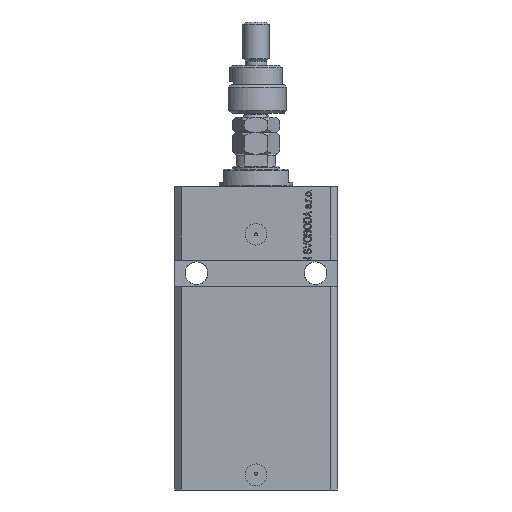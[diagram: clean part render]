
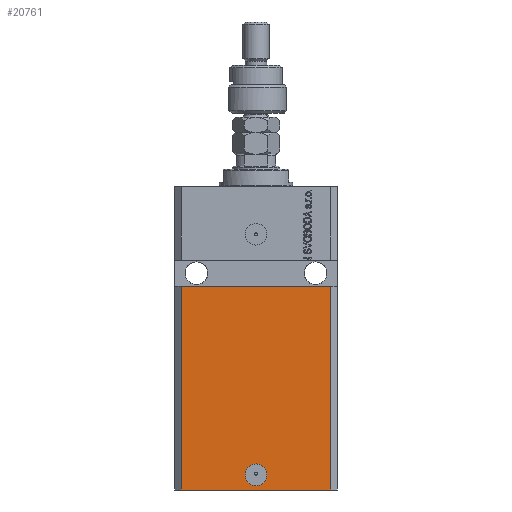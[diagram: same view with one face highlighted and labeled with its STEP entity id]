
A CAD part, front view. The second image highlights one B-rep face of the part: STEP entity #20761.
In plain terms, the highlighted planar face has unit normal (0, -1, 0).
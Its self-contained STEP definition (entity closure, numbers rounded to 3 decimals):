
#263 = FACE_BOUND ( 'NONE', #30208, .T. ) ;
#451 = CIRCLE ( 'NONE', #26403, 5. ) ;
#3841 = CARTESIAN_POINT ( 'NONE',  ( 34.5, -27.5, -140. ) ) ;
#7108 = CARTESIAN_POINT ( 'NONE',  ( -34.5, -27.5, -140. ) ) ;
#7609 = LINE ( 'NONE', #7108, #42247 ) ;
#7689 = AXIS2_PLACEMENT_3D ( 'NONE', #34771, #46440, #42136 ) ;
#9337 = EDGE_CURVE ( 'NONE', #26688, #20135, #451, .T. ) ;
#9537 = ORIENTED_EDGE ( 'NONE', *, *, #35663, .F. ) ;
#9671 = DIRECTION ( 'NONE',  ( 0., 0., 1. ) ) ;
#10856 = CARTESIAN_POINT ( 'NONE',  ( -34.5, -27.5, -140. ) ) ;
#11041 = DIRECTION ( 'NONE',  ( 0., -1., 0. ) ) ;
#11298 = ORIENTED_EDGE ( 'NONE', *, *, #41416, .F. ) ;
#12930 = AXIS2_PLACEMENT_3D ( 'NONE', #24403, #37077, #39877 ) ;
#13259 = VERTEX_POINT ( 'NONE', #38677 ) ;
#13645 = EDGE_CURVE ( 'NONE', #38002, #13259, #48726, .T. ) ;
#14583 = VERTEX_POINT ( 'NONE', #47713 ) ;
#15933 = EDGE_CURVE ( 'NONE', #39444, #38002, #33420, .T. ) ;
#19035 = DIRECTION ( 'NONE',  ( 0., 0., 1. ) ) ;
#20135 = VERTEX_POINT ( 'NONE', #20304 ) ;
#20304 = CARTESIAN_POINT ( 'NONE',  ( -5., -27.5, -133. ) ) ;
#20761 = ADVANCED_FACE ( 'NONE', ( #263, #42379 ), #27409, .T. ) ;
#21404 = CARTESIAN_POINT ( 'NONE',  ( -37.5, -27.5, -46. ) ) ;
#22162 = VECTOR ( 'NONE', #48910, 1000. ) ;
#24403 = CARTESIAN_POINT ( 'NONE',  ( 0., -27.5, -133. ) ) ;
#24468 = VECTOR ( 'NONE', #9671, 1000. ) ;
#26403 = AXIS2_PLACEMENT_3D ( 'NONE', #41470, #11041, #45789 ) ;
#26688 = VERTEX_POINT ( 'NONE', #40341 ) ;
#27409 = PLANE ( 'NONE',  #7689 ) ;
#29940 = CIRCLE ( 'NONE', #12930, 5. ) ;
#29975 = ORIENTED_EDGE ( 'NONE', *, *, #13645, .T. ) ;
#30208 = EDGE_LOOP ( 'NONE', ( #30892, #9537 ) ) ;
#30892 = ORIENTED_EDGE ( 'NONE', *, *, #9337, .F. ) ;
#33420 = LINE ( 'NONE', #10856, #22162 ) ;
#34054 = LINE ( 'NONE', #21404, #45562 ) ;
#34771 = CARTESIAN_POINT ( 'NONE',  ( -34.5, -27.5, -140. ) ) ;
#35663 = EDGE_CURVE ( 'NONE', #20135, #26688, #29940, .T. ) ;
#36871 = DIRECTION ( 'NONE',  ( 1., 0., 0. ) ) ;
#37077 = DIRECTION ( 'NONE',  ( 0., -1., 0. ) ) ;
#37244 = EDGE_LOOP ( 'NONE', ( #37354, #11298, #50031, #29975 ) ) ;
#37354 = ORIENTED_EDGE ( 'NONE', *, *, #47375, .F. ) ;
#38002 = VERTEX_POINT ( 'NONE', #3841 ) ;
#38677 = CARTESIAN_POINT ( 'NONE',  ( 34.5, -27.5, -46. ) ) ;
#39444 = VERTEX_POINT ( 'NONE', #45325 ) ;
#39877 = DIRECTION ( 'NONE',  ( 1., 0., 0. ) ) ;
#40341 = CARTESIAN_POINT ( 'NONE',  ( 5., -27.5, -133. ) ) ;
#41416 = EDGE_CURVE ( 'NONE', #39444, #14583, #7609, .T. ) ;
#41470 = CARTESIAN_POINT ( 'NONE',  ( 0., -27.5, -133. ) ) ;
#42136 = DIRECTION ( 'NONE',  ( 0., 0., -1. ) ) ;
#42247 = VECTOR ( 'NONE', #19035, 1000. ) ;
#42379 = FACE_OUTER_BOUND ( 'NONE', #37244, .T. ) ;
#44418 = CARTESIAN_POINT ( 'NONE',  ( 34.5, -27.5, -140. ) ) ;
#45325 = CARTESIAN_POINT ( 'NONE',  ( -34.5, -27.5, -140. ) ) ;
#45562 = VECTOR ( 'NONE', #36871, 1000. ) ;
#45789 = DIRECTION ( 'NONE',  ( 1., 0., 0. ) ) ;
#46440 = DIRECTION ( 'NONE',  ( 0., -1., 0. ) ) ;
#47375 = EDGE_CURVE ( 'NONE', #14583, #13259, #34054, .T. ) ;
#47713 = CARTESIAN_POINT ( 'NONE',  ( -34.5, -27.5, -46. ) ) ;
#48726 = LINE ( 'NONE', #44418, #24468 ) ;
#48910 = DIRECTION ( 'NONE',  ( 1., 0., 0. ) ) ;
#50031 = ORIENTED_EDGE ( 'NONE', *, *, #15933, .T. ) ;
